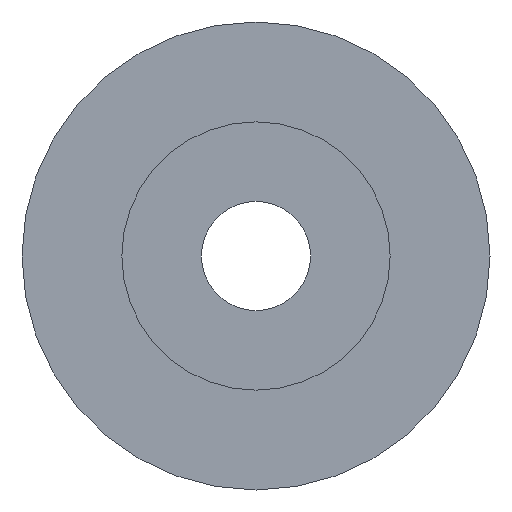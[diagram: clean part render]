
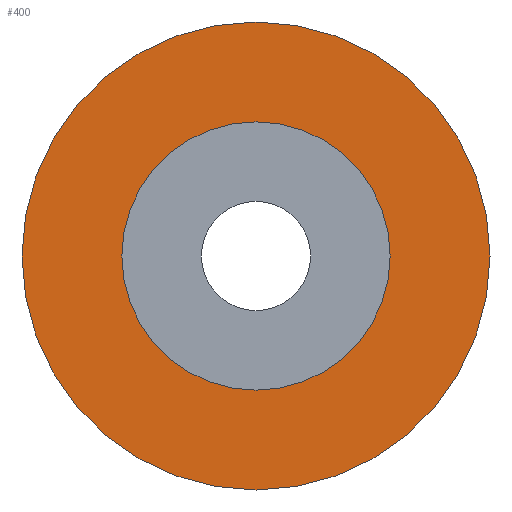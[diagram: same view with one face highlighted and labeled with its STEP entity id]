
A CAD part, front view. The second image highlights one B-rep face of the part: STEP entity #400.
In plain terms, the highlighted planar face has unit normal (0, -1, 0).
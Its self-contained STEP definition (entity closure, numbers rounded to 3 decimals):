
#19 = DIRECTION ( 'NONE',  ( 0., 0., -1. ) ) ;
#24 = AXIS2_PLACEMENT_3D ( 'NONE', #653, #689, #694 ) ;
#54 = VERTEX_POINT ( 'NONE', #72 ) ;
#61 = CARTESIAN_POINT ( 'NONE',  ( 0., 0., 0. ) ) ;
#72 = CARTESIAN_POINT ( 'NONE',  ( 0., 0., -8.6 ) ) ;
#94 = AXIS2_PLACEMENT_3D ( 'NONE', #419, #378, #19 ) ;
#106 = DIRECTION ( 'NONE',  ( 0., 0., -1. ) ) ;
#121 = DIRECTION ( 'NONE',  ( 0., -1., 0. ) ) ;
#124 = AXIS2_PLACEMENT_3D ( 'NONE', #61, #280, #331 ) ;
#152 = VERTEX_POINT ( 'NONE', #205 ) ;
#175 = DIRECTION ( 'NONE',  ( 0., -1., 0. ) ) ;
#182 = AXIS2_PLACEMENT_3D ( 'NONE', #670, #121, #106 ) ;
#205 = CARTESIAN_POINT ( 'NONE',  ( 0., 0., 15. ) ) ;
#210 = FACE_OUTER_BOUND ( 'NONE', #313, .T. ) ;
#225 = PLANE ( 'NONE',  #297 ) ;
#234 = CIRCLE ( 'NONE', #94, 8.6 ) ;
#260 = ORIENTED_EDGE ( 'NONE', *, *, #586, .F. ) ;
#276 = ORIENTED_EDGE ( 'NONE', *, *, #668, .F. ) ;
#280 = DIRECTION ( 'NONE',  ( 0., -1., 0. ) ) ;
#297 = AXIS2_PLACEMENT_3D ( 'NONE', #349, #175, #557 ) ;
#301 = EDGE_LOOP ( 'NONE', ( #276, #260 ) ) ;
#312 = ORIENTED_EDGE ( 'NONE', *, *, #720, .T. ) ;
#313 = EDGE_LOOP ( 'NONE', ( #323, #312 ) ) ;
#323 = ORIENTED_EDGE ( 'NONE', *, *, #630, .T. ) ;
#328 = CIRCLE ( 'NONE', #182, 15. ) ;
#331 = DIRECTION ( 'NONE',  ( 0., 0., -1. ) ) ;
#349 = CARTESIAN_POINT ( 'NONE',  ( 8.6, 0., 0. ) ) ;
#378 = DIRECTION ( 'NONE',  ( 0., -1., 0. ) ) ;
#380 = FACE_BOUND ( 'NONE', #301, .T. ) ;
#400 = ADVANCED_FACE ( 'NONE', ( #210, #380 ), #225, .T. ) ;
#419 = CARTESIAN_POINT ( 'NONE',  ( 0., 0., 0. ) ) ;
#430 = VERTEX_POINT ( 'NONE', #659 ) ;
#482 = VERTEX_POINT ( 'NONE', #504 ) ;
#504 = CARTESIAN_POINT ( 'NONE',  ( 0., 0., 8.6 ) ) ;
#557 = DIRECTION ( 'NONE',  ( 0., 0., -1. ) ) ;
#561 = CIRCLE ( 'NONE', #124, 15. ) ;
#586 = EDGE_CURVE ( 'NONE', #482, #54, #234, .T. ) ;
#630 = EDGE_CURVE ( 'NONE', #430, #152, #328, .T. ) ;
#653 = CARTESIAN_POINT ( 'NONE',  ( 0., 0., 0. ) ) ;
#659 = CARTESIAN_POINT ( 'NONE',  ( 0., 0., -15. ) ) ;
#668 = EDGE_CURVE ( 'NONE', #54, #482, #725, .T. ) ;
#670 = CARTESIAN_POINT ( 'NONE',  ( 0., 0., 0. ) ) ;
#689 = DIRECTION ( 'NONE',  ( 0., -1., 0. ) ) ;
#694 = DIRECTION ( 'NONE',  ( 0., 0., -1. ) ) ;
#720 = EDGE_CURVE ( 'NONE', #152, #430, #561, .T. ) ;
#725 = CIRCLE ( 'NONE', #24, 8.6 ) ;
